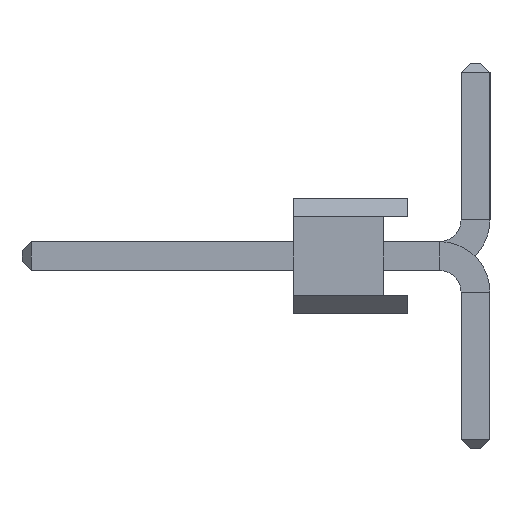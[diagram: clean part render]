
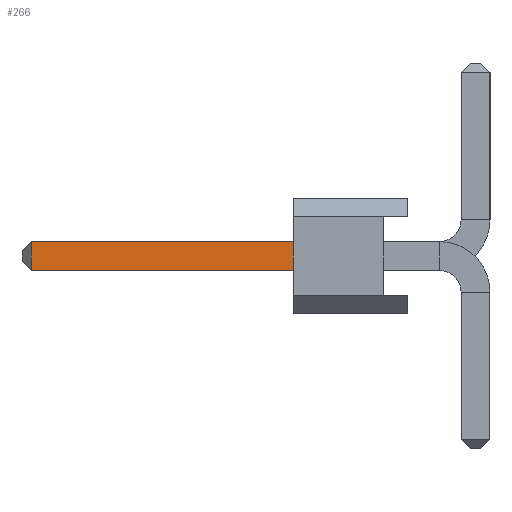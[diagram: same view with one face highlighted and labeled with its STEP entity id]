
A CAD part, left-side view. The second image highlights one B-rep face of the part: STEP entity #266.
In plain terms, the highlighted planar face has unit normal (-1, 0, 0).
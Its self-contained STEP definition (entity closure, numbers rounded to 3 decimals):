
#108 = CARTESIAN_POINT ( 'NONE',  ( -0.32, 8.34, -0.32 ) ) ;
#266 = ADVANCED_FACE ( 'NONE', ( #1564 ), #1756, .T. ) ;
#323 = DIRECTION ( 'NONE',  ( 0., 1., 0. ) ) ;
#417 = VECTOR ( 'NONE', #1447, 1000. ) ;
#480 = VECTOR ( 'NONE', #823, 1000. ) ;
#516 = LINE ( 'NONE', #875, #417 ) ;
#607 = AXIS2_PLACEMENT_3D ( 'NONE', #1633, #980, #738 ) ;
#678 = EDGE_CURVE ( 'NONE', #1884, #1821, #906, .T. ) ;
#693 = ORIENTED_EDGE ( 'NONE', *, *, #1833, .T. ) ;
#738 = DIRECTION ( 'NONE',  ( 0., 0., 1. ) ) ;
#759 = ORIENTED_EDGE ( 'NONE', *, *, #1012, .F. ) ;
#823 = DIRECTION ( 'NONE',  ( 0., 0., -1. ) ) ;
#849 = ORIENTED_EDGE ( 'NONE', *, *, #1812, .T. ) ;
#875 = CARTESIAN_POINT ( 'NONE',  ( -0.32, -0.7, 0.32 ) ) ;
#906 = LINE ( 'NONE', #1325, #1247 ) ;
#938 = LINE ( 'NONE', #1486, #1412 ) ;
#980 = DIRECTION ( 'NONE',  ( -1., 0., 0. ) ) ;
#1012 = EDGE_CURVE ( 'NONE', #1336, #1884, #1033, .T. ) ;
#1033 = LINE ( 'NONE', #1715, #480 ) ;
#1092 = ORIENTED_EDGE ( 'NONE', *, *, #678, .F. ) ;
#1247 = VECTOR ( 'NONE', #323, 1000. ) ;
#1296 = CARTESIAN_POINT ( 'NONE',  ( -0.32, 8.34, 0.32 ) ) ;
#1304 = VERTEX_POINT ( 'NONE', #1296 ) ;
#1325 = CARTESIAN_POINT ( 'NONE',  ( -0.32, -0.7, -0.32 ) ) ;
#1336 = VERTEX_POINT ( 'NONE', #1890 ) ;
#1412 = VECTOR ( 'NONE', #1487, 1000. ) ;
#1431 = EDGE_LOOP ( 'NONE', ( #849, #693, #1092, #759 ) ) ;
#1447 = DIRECTION ( 'NONE',  ( 0., 1., 0. ) ) ;
#1486 = CARTESIAN_POINT ( 'NONE',  ( -0.32, 8.34, -0.32 ) ) ;
#1487 = DIRECTION ( 'NONE',  ( 0., 0., -1. ) ) ;
#1564 = FACE_OUTER_BOUND ( 'NONE', #1431, .T. ) ;
#1633 = CARTESIAN_POINT ( 'NONE',  ( -0.32, -0.7, -0.32 ) ) ;
#1715 = CARTESIAN_POINT ( 'NONE',  ( -0.32, 2.54, 0. ) ) ;
#1756 = PLANE ( 'NONE',  #607 ) ;
#1782 = CARTESIAN_POINT ( 'NONE',  ( -0.32, 2.54, -0.32 ) ) ;
#1812 = EDGE_CURVE ( 'NONE', #1336, #1304, #516, .T. ) ;
#1821 = VERTEX_POINT ( 'NONE', #108 ) ;
#1833 = EDGE_CURVE ( 'NONE', #1304, #1821, #938, .T. ) ;
#1884 = VERTEX_POINT ( 'NONE', #1782 ) ;
#1890 = CARTESIAN_POINT ( 'NONE',  ( -0.32, 2.54, 0.32 ) ) ;
